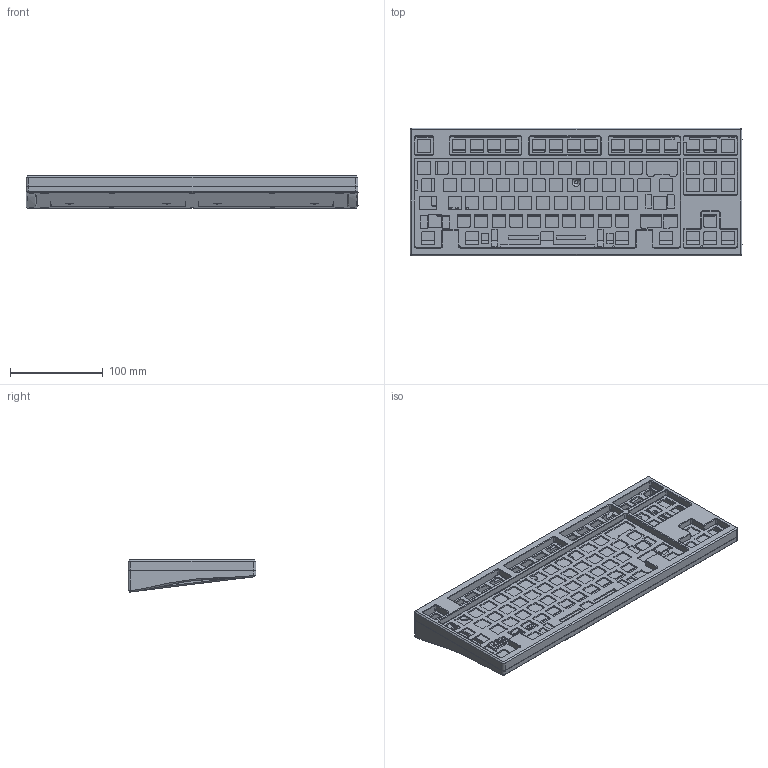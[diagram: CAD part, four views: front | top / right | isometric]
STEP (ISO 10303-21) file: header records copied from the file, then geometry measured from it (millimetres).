
FILE_DESCRIPTION(/* description */ (''),/* implementation_level */ '2;1');
FILE_NAME(/* name */ 'KFE RE.step',/* time_stamp */ '2026-02-26T00:28:04-05:00',/* author */ (''),/* organization */ (''),/* preprocessor_version */ 'ST-DEVELOPER v20.1',/* originating_system */ 'Autodesk Translation Framework v14.24.0.0',/* authorisation */ '');
FILE_SCHEMA (('AUTOMOTIVE_DESIGN { 1 0 10303 214 3 1 1 }'));
Products named in the file (7): Assembly; Bottom; External Weight L; External Weight R; Internal Weight; Plate; Top Case
Assembly tree (6 placements, depth 2):
  Assembly
    Bottom
    External Weight L
    External Weight R
    Internal Weight
    Plate
    Top Case
Bounding box: 358.61 x 138.01 x 34.76 mm (x, y, z)
Volume: 593959.4 mm3; surface area: 307420.2 mm2
Topology: 6 solids, 6 shells, 2307 faces, 6466 edges, 4211 vertices
Faces by surface type: plane 1187, cylinder 813, bspline 180, cone 127
Full cylindrical faces by diameter (mm): 2.3 x17, 2.7 x10, 3.332 x9, 4.1 x9, 5 x10, 8 x4
Entity records: 76650 total; most frequent: CARTESIAN_POINT 16196, ORIENTED_EDGE 12904, DIRECTION 12103, EDGE_CURVE 6452, LINE 4365, VECTOR 4365, VERTEX_POINT 4211, AXIS2_PLACEMENT_3D 3869
